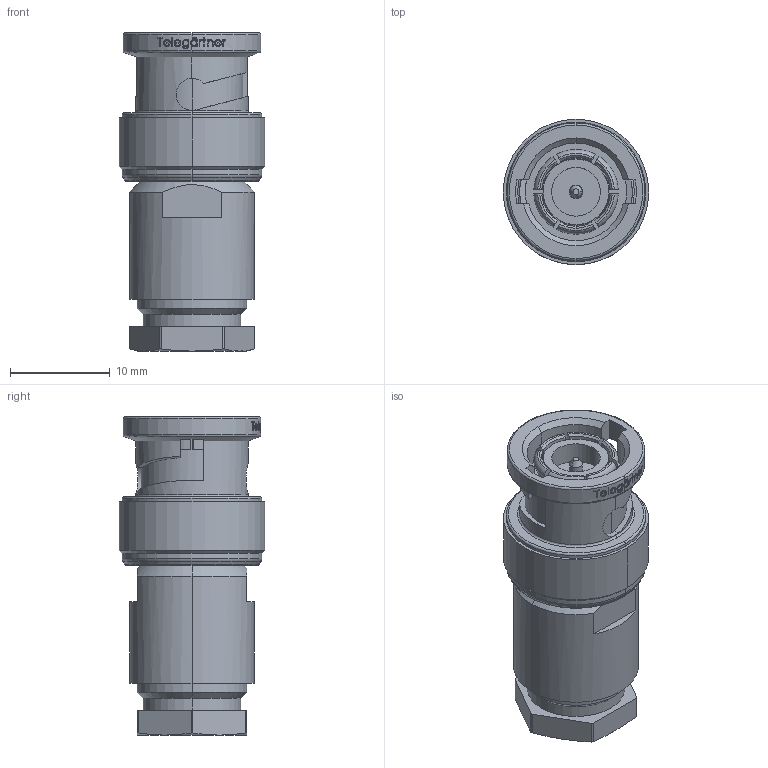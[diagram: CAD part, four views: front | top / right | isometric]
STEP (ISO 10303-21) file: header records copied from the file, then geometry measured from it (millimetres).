
FILE_DESCRIPTION (( 'STEP AP214' ), '1' );
FILE_NAME ('J01000A1321.STEP', '2018-11-16T07:59:28', ( '' ), ( '' ), 'SwSTEP 2.0', 'SolidWorks 2017', '' );
FILE_SCHEMA (( 'AUTOMOTIVE_DESIGN' ));
Length unit declared in the file: millimetre
Products named in the file (1): J01000A1321
Bounding box: 14.6 x 14.6 x 31.93 mm (x, y, z)
Volume: 3683.2 mm3; surface area: 2115.7 mm2
Topology: 1 solids, 1 shells, 317 faces, 813 edges, 527 vertices
Faces by surface type: plane 111, bspline 78, cylinder 73, cone 35, torus 20
Entity records: 16023 total; most frequent: CARTESIAN_POINT 5427, ORIENTED_EDGE 1626, DIRECTION 1260, EDGE_CURVE 813, VERTEX_POINT 527, AXIS2_PLACEMENT_3D 453, LINE 354, VECTOR 354
